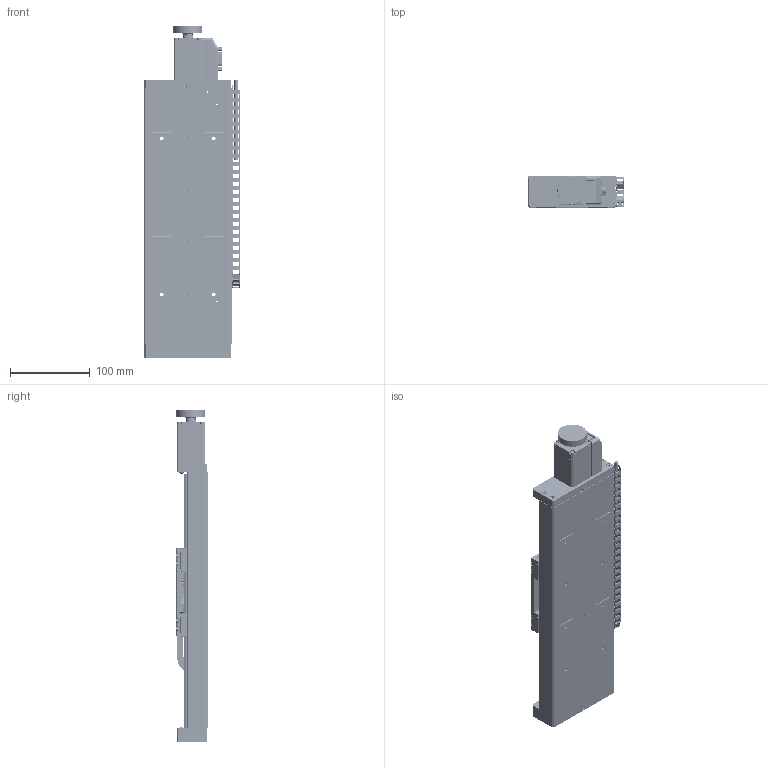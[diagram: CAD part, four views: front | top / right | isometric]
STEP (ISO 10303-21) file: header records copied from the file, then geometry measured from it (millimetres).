
FILE_DESCRIPTION (( 'STEP AP214' ), '1' );
FILE_NAME ('PPS-110-22X10.STEP', '2023-03-02T23:21:17', ( '' ), ( '' ), 'SwSTEP 2.0', 'SolidWorks 2020', '' );
FILE_SCHEMA (( 'AUTOMOTIVE_DESIGN' ));
Length unit declared in the file: millimetre
Products named in the file (57): 44; 43; 130008 D-sub Standoff; 54; SCREW, MS-PPH, M-JCIS 1_M1.6 x 0.35 x 3mm; 5; 110194 Stepper Motor, Size 14, Oriental Motors PKP235D08B-L; 130242 Bearing, Slide Rail, PPS-110 (SEBS9B Slide); 51; 2; 29; PPS-110, Base, Master Part_200mm Stepper & Piezo; 47; Screw, SHCS-S, M-DIN._M3 x 0.5 x 12mm; PPS-110-22X10; 30; 130242 Bearing, Slide Rail, PPS-110 (SEBS9B Track)_200mm; 430710 PPS-110, Carriage, L110, Linear and Stepper Motor; 110006-109 Connector D-sub Male SC; 40; 39; 37; 430714 PPS-110, Carriage Cable Cover; 35; 430865 PPS-110, End Plate, Motor Side, No Cover, Stepper Motor_Without Cover; 34; 31; 26; 38; 430866 PPS-110, End Plate, Bearing Side, No Cover, Stepper Motor_Without cover; 36; 48; 52; 430750 PPS-110 External Motor cover; PPS-110 Base Demo Assembly_2022_200mm Travel Stepper Motor ; 4; 49; 50; 28; Cable Chain exit cable ...
Assembly tree (131 placements, depth 3):
  PPS-110-22X10
    PPS-110 Base Demo Assembly_2022_200mm Travel Stepper Motor 
      PPS-110, Base, Master Part_200mm Stepper & Piezo
      Screw, SHCS-S, M-DIN._M3 x 0.5 x 08mm  x32
      130242 Bearing, Slide Rail, PPS-110 (SEBS9B Track)_200mm  x2
      RubberBall  x4
      430866 PPS-110, End Plate, Bearing Side, No Cover, Stepper Motor_Without cover
      Screw, SHCS-S, M-DIN._M3 x 0.5 x 18mm  x4
      430865 PPS-110, End Plate, Motor Side, No Cover, Stepper Motor_Without Cover
      Screw, SHCS-S, M-DIN._M3 x 0.5 x 12mm  x10
      110194 Stepper Motor, Size 14, Oriental Motors PKP235D08B-L
      430750 PPS-110 External Motor cover
      Clean Damper D4CL-5.0F
      110006-109 Connector D-sub Male SC
      130008 D-sub Standoff  x2
    PPS-110 Carriage Demo Assembly_2022_Stepper Motor Carriage (Ball Screw)
      430710 PPS-110, Carriage, L110, Linear and Stepper Motor
      430714 PPS-110, Carriage Cable Cover
      SCREW, MS-PPH, M-JCIS 1_M1.6 x 0.35 x 3mm  x10
      130242 Bearing, Slide Rail, PPS-110 (SEBS9B Slide)  x4
      Screw, SHCS-L, M-DIN_M3 x 0.5 x 06mm  x16
    IGUS E3-3 7w 15br_200mm
      1
      2
      3
      4
      5
      26
      27
      28
      29
      30
      31
      32
      33
      34
      35
      36
      37
      38
      39
      40
      41
      42
      43
      44
      45
      46
      47
      48
      53
      49
      50
      51
      52
      54
    Cable Chain exit cable
Bounding box: 120.95 x 40 x 415 mm (x, y, z)
Volume: 802468.4 mm3; surface area: 270341.4 mm2
Topology: 128 solids, 128 shells, 6133 faces, 14861 edges, 9241 vertices
Faces by surface type: plane 3107, cylinder 1904, torus 594, cone 504, bspline 16, sphere 8
Entity records: 130399 total; most frequent: DIRECTION 19382, CARTESIAN_POINT 19186, ORIENTED_EDGE 17850, EDGE_CURVE 8925, AXIS2_PLACEMENT_3D 6908, VERTEX_POINT 5790, VECTOR 5566, LINE 5566
